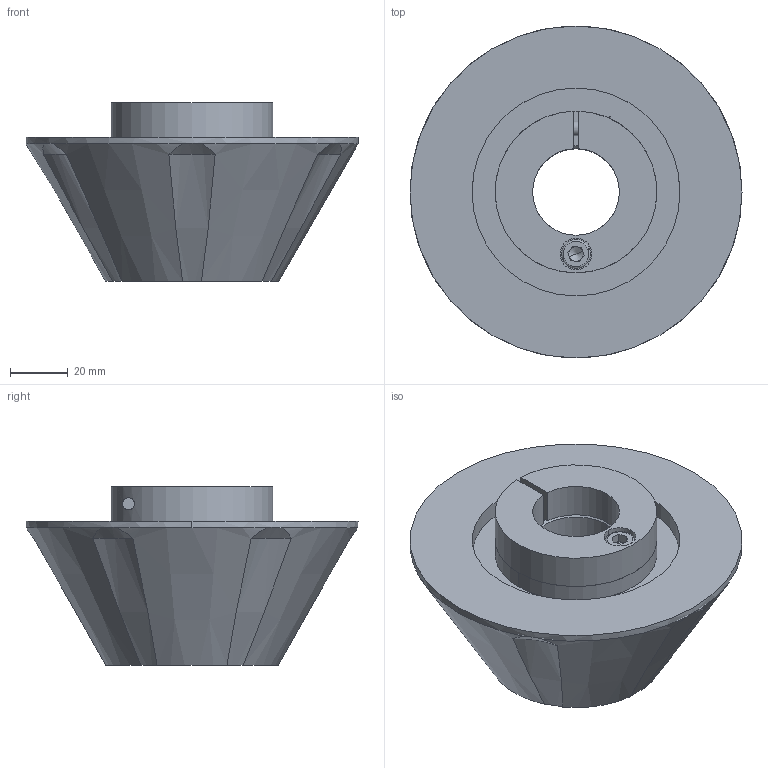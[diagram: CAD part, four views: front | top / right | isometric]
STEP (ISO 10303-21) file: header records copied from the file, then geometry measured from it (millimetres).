
FILE_DESCRIPTION (( 'STEP AP214' ), '1' );
FILE_NAME ('EL II-30-F-71.STEP', '2019-11-08T09:17:48', ( '' ), ( '' ), 'SwSTEP 2.0', 'SolidWorks 2019', '' );
FILE_SCHEMA (( 'AUTOMOTIVE_DESIGN' ));
Length unit declared in the file: millimetre
Products named in the file (1): EL II-30-F-71
Bounding box: 115 x 115 x 62 mm (x, y, z)
Volume: 292247 mm3; surface area: 44058.2 mm2
Topology: 4 solids, 4 shells, 111 faces, 256 edges, 156 vertices
Faces by surface type: plane 40, cylinder 30, cone 27, torus 8, bspline 6
Entity records: 4713 total; most frequent: CARTESIAN_POINT 920, DIRECTION 545, ORIENTED_EDGE 500, EDGE_CURVE 250, AXIS2_PLACEMENT_3D 223, VERTEX_POINT 156, EDGE_LOOP 128, CIRCLE 117
